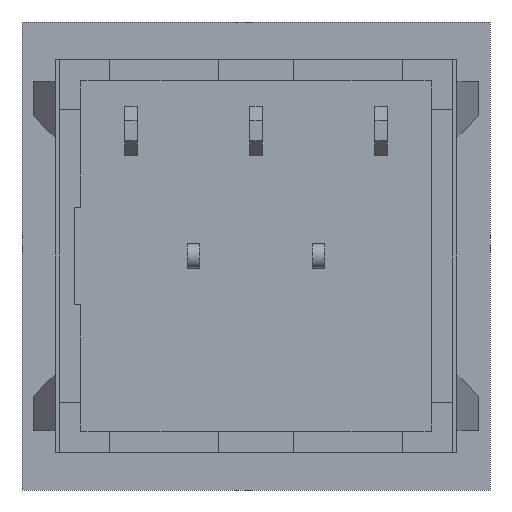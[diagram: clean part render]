
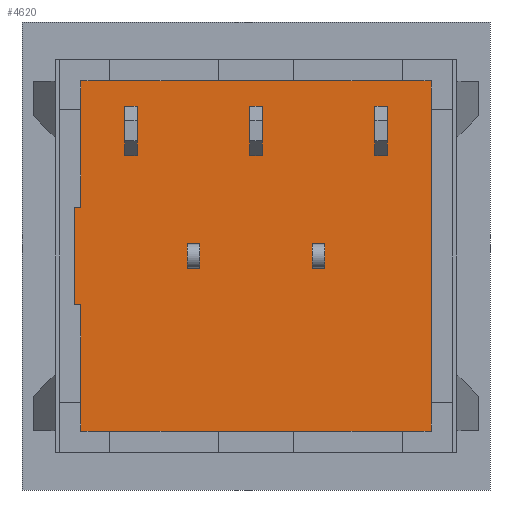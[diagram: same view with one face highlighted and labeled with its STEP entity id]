
A CAD part, front view. The second image highlights one B-rep face of the part: STEP entity #4620.
In plain terms, the highlighted face is planar.
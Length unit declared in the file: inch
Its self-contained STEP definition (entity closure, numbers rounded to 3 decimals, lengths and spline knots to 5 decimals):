
#1110=ORIENTED_EDGE('',*,*,#1893,.T.);
#1111=ORIENTED_EDGE('',*,*,#1900,.T.);
#1112=ORIENTED_EDGE('',*,*,#1907,.T.);
#1113=ORIENTED_EDGE('',*,*,#1910,.T.);
#1114=ORIENTED_EDGE('',*,*,#1913,.T.);
#1115=ORIENTED_EDGE('',*,*,#1916,.T.);
#1116=ORIENTED_EDGE('',*,*,#1920,.T.);
#1117=ORIENTED_EDGE('',*,*,#1926,.T.);
#1893=EDGE_CURVE('',#2377,#2376,#2937,.T.);
#1900=EDGE_CURVE('',#2376,#2380,#2944,.T.);
#1907=EDGE_CURVE('',#2380,#2385,#2951,.T.);
#1910=EDGE_CURVE('',#2385,#2387,#2954,.T.);
#1913=EDGE_CURVE('',#2387,#2389,#2957,.T.);
#1916=EDGE_CURVE('',#2389,#2391,#2960,.T.);
#1920=EDGE_CURVE('',#2391,#2393,#2964,.T.);
#1926=EDGE_CURVE('',#2393,#2377,#2970,.T.);
#2376=VERTEX_POINT('',#7680);
#2377=VERTEX_POINT('',#7682);
#2380=VERTEX_POINT('',#7692);
#2385=VERTEX_POINT('',#7705);
#2387=VERTEX_POINT('',#7711);
#2389=VERTEX_POINT('',#7717);
#2391=VERTEX_POINT('',#7723);
#2393=VERTEX_POINT('',#7730);
#2937=LINE('',#7681,#3555);
#2944=LINE('',#7693,#3562);
#2951=LINE('',#7706,#3569);
#2954=LINE('',#7712,#3572);
#2957=LINE('',#7718,#3575);
#2960=LINE('',#7724,#3578);
#2964=LINE('',#7731,#3582);
#2970=LINE('',#7742,#3588);
#3555=VECTOR('',#6362,39.37008);
#3562=VECTOR('',#6371,39.37008);
#3569=VECTOR('',#6380,39.37008);
#3572=VECTOR('',#6385,39.37008);
#3575=VECTOR('',#6390,39.37008);
#3578=VECTOR('',#6395,39.37008);
#3582=VECTOR('',#6401,39.37008);
#3588=VECTOR('',#6409,39.37008);
#3880=EDGE_LOOP('',(#1110,#1111,#1112,#1113,#1114,#1115,#1116,#1117));
#4146=FACE_BOUND('',#3880,.T.);
#4379=PLANE('',#5398);
#4620=ADVANCED_FACE('',(#4146),#4379,.T.);
#5398=AXIS2_PLACEMENT_3D('',#7744,#6411,#6412);
#6362=DIRECTION('',(0.,0.,1.));
#6371=DIRECTION('',(0.,-1.,0.));
#6380=DIRECTION('',(0.,0.,-1.));
#6385=DIRECTION('',(0.,-1.,0.));
#6390=DIRECTION('',(0.,0.,-1.));
#6395=DIRECTION('',(0.,1.,0.));
#6401=DIRECTION('',(0.,0.,-1.));
#6409=DIRECTION('',(0.,1.,0.));
#6411=DIRECTION('',(1.,0.,0.));
#6412=DIRECTION('',(0.,0.,-1.));
#7680=CARTESIAN_POINT('',(0.01,0.28,0.28));
#7681=CARTESIAN_POINT('',(0.01,0.28,-0.28));
#7682=CARTESIAN_POINT('',(0.01,0.28,-0.28));
#7692=CARTESIAN_POINT('',(0.01,-0.28,0.28));
#7693=CARTESIAN_POINT('',(0.01,0.28,0.28));
#7705=CARTESIAN_POINT('',(0.01,-0.28,0.078));
#7706=CARTESIAN_POINT('',(0.01,-0.28,0.28));
#7711=CARTESIAN_POINT('',(0.01,-0.29,0.078));
#7712=CARTESIAN_POINT('',(0.01,-0.28,0.078));
#7717=CARTESIAN_POINT('',(0.01,-0.29,-0.078));
#7718=CARTESIAN_POINT('',(0.01,-0.29,0.078));
#7723=CARTESIAN_POINT('',(0.01,-0.28,-0.078));
#7724=CARTESIAN_POINT('',(0.01,-0.29,-0.078));
#7730=CARTESIAN_POINT('',(0.01,-0.28,-0.28));
#7731=CARTESIAN_POINT('',(0.01,-0.28,-0.078));
#7742=CARTESIAN_POINT('',(0.01,-0.28,-0.28));
#7744=CARTESIAN_POINT('',(0.01,0.,0.));
